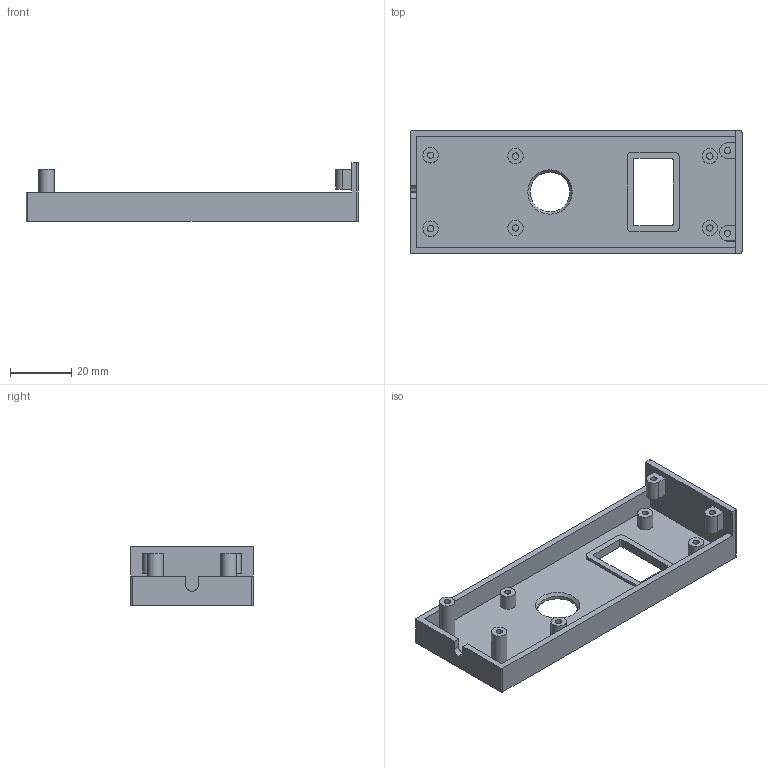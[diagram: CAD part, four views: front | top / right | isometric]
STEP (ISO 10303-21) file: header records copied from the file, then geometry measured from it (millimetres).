
FILE_DESCRIPTION(('Open CASCADE Model'),'2;1');
FILE_NAME('Open CASCADE Shape Model','2025-11-23T21:26:34',('Author'),( 'Open CASCADE'),'Open CASCADE STEP processor 7.8','build123d', 'Unknown');
FILE_SCHEMA(('AUTOMOTIVE_DESIGN { 1 0 10303 214 1 1 1 1 }'));
Length unit declared in the file: millimetre
Products named in the file (1): SOLID
Bounding box: 108.5 x 40 x 19 mm (x, y, z)
Volume: 14216.9 mm3; surface area: 15146.4 mm2
Topology: 1 solids, 1 shells, 83 faces, 191 edges, 127 vertices
Faces by surface type: plane 51, cylinder 31, cone 1
Full cylindrical faces by diameter (mm): 2.05 x8, 5.05 x6, 13 x1
Entity records: 4871 total; most frequent: CARTESIAN_POINT 909, DIRECTION 754, LINE 413, VECTOR 413, ORIENTED_EDGE 382, PCURVE 382, DEFINITIONAL_REPRESENTATION 382, EDGE_CURVE 191
